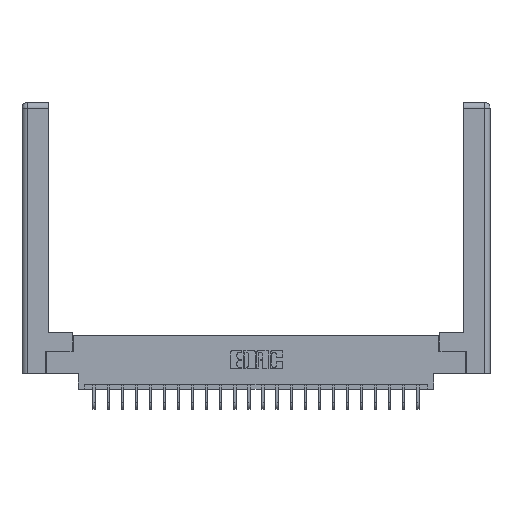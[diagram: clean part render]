
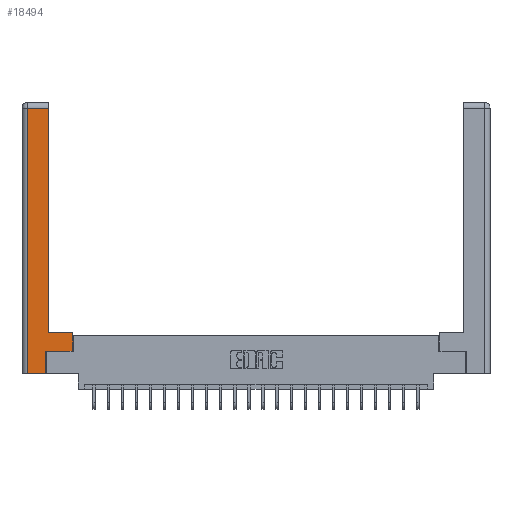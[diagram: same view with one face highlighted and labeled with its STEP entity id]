
A CAD part, top view. The second image highlights one B-rep face of the part: STEP entity #18494.
In plain terms, the highlighted planar face has unit normal (0, 0, 1).
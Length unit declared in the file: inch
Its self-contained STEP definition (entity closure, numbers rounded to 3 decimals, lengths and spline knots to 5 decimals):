
#9 = LINE ( 'NONE', #19397, #7435 ) ;
#520 = VERTEX_POINT ( 'NONE', #1897 ) ;
#548 = VECTOR ( 'NONE', #13736, 39.37008 ) ;
#971 = DIRECTION ( 'NONE',  ( 1., 0., 0. ) ) ;
#1207 = VECTOR ( 'NONE', #12954, 39.37008 ) ;
#1897 = CARTESIAN_POINT ( 'NONE',  ( 0.0615, 0., 0. ) ) ;
#1981 = CARTESIAN_POINT ( 'NONE',  ( 0.565, 0.245, 0. ) ) ;
#2441 = LINE ( 'NONE', #19628, #548 ) ;
#2492 = AXIS2_PLACEMENT_3D ( 'NONE', #17233, #7470, #25344 ) ;
#2558 = VERTEX_POINT ( 'NONE', #6134 ) ;
#3186 = LINE ( 'NONE', #16378, #5330 ) ;
#3501 = EDGE_CURVE ( 'NONE', #5207, #6436, #3186, .T. ) ;
#4244 = LINE ( 'NONE', #19211, #15027 ) ;
#4415 = VERTEX_POINT ( 'NONE', #17909 ) ;
#4754 = EDGE_CURVE ( 'NONE', #4415, #520, #9, .T. ) ;
#4849 = CARTESIAN_POINT ( 'NONE',  ( 0.295, 2.94, 0. ) ) ;
#5163 = EDGE_CURVE ( 'NONE', #8833, #6993, #15704, .T. ) ;
#5207 = VERTEX_POINT ( 'NONE', #11339 ) ;
#5330 = VECTOR ( 'NONE', #971, 39.37008 ) ;
#5357 = ORIENTED_EDGE ( 'NONE', *, *, #3501, .T. ) ;
#6134 = CARTESIAN_POINT ( 'NONE',  ( 0.565, 0.45, 0. ) ) ;
#6436 = VERTEX_POINT ( 'NONE', #1981 ) ;
#6779 = ORIENTED_EDGE ( 'NONE', *, *, #5163, .T. ) ;
#6993 = VERTEX_POINT ( 'NONE', #4849 ) ;
#7227 = VECTOR ( 'NONE', #19974, 39.37008 ) ;
#7288 = ORIENTED_EDGE ( 'NONE', *, *, #19695, .T. ) ;
#7435 = VECTOR ( 'NONE', #21413, 39.37008 ) ;
#7470 = DIRECTION ( 'NONE',  ( 0., 0., -1. ) ) ;
#8725 = ORIENTED_EDGE ( 'NONE', *, *, #14650, .T. ) ;
#8833 = VERTEX_POINT ( 'NONE', #11418 ) ;
#8879 = CARTESIAN_POINT ( 'NONE',  ( 0.265, 0.245, 0. ) ) ;
#9040 = DIRECTION ( 'NONE',  ( 0., 1., 0. ) ) ;
#9613 = PLANE ( 'NONE',  #2492 ) ;
#10585 = ORIENTED_EDGE ( 'NONE', *, *, #15255, .T. ) ;
#11244 = CARTESIAN_POINT ( 'NONE',  ( 0.295, 3., 0. ) ) ;
#11339 = CARTESIAN_POINT ( 'NONE',  ( 0.265, 0.245, 0. ) ) ;
#11403 = VECTOR ( 'NONE', #9040, 39.37008 ) ;
#11418 = CARTESIAN_POINT ( 'NONE',  ( 0.295, 0.45, 0. ) ) ;
#12076 = EDGE_LOOP ( 'NONE', ( #6779, #7288, #17756, #10585, #8725, #5357, #15844, #17864 ) ) ;
#12954 = DIRECTION ( 'NONE',  ( 0., 1., 0. ) ) ;
#13736 = DIRECTION ( 'NONE',  ( -1., 0., 0. ) ) ;
#13851 = LINE ( 'NONE', #8879, #11403 ) ;
#14502 = CARTESIAN_POINT ( 'NONE',  ( 0.265, 0., 0. ) ) ;
#14650 = EDGE_CURVE ( 'NONE', #15182, #5207, #13851, .T. ) ;
#14800 = EDGE_CURVE ( 'NONE', #6436, #2558, #4244, .T. ) ;
#15027 = VECTOR ( 'NONE', #23202, 39.37008 ) ;
#15182 = VERTEX_POINT ( 'NONE', #24083 ) ;
#15255 = EDGE_CURVE ( 'NONE', #520, #15182, #19614, .T. ) ;
#15704 = LINE ( 'NONE', #11244, #1207 ) ;
#15844 = ORIENTED_EDGE ( 'NONE', *, *, #14800, .T. ) ;
#16179 = CARTESIAN_POINT ( 'NONE',  ( 0.295, 0.45, 0. ) ) ;
#16378 = CARTESIAN_POINT ( 'NONE',  ( 0.565, 0.245, 0. ) ) ;
#16382 = FACE_OUTER_BOUND ( 'NONE', #12076, .T. ) ;
#17233 = CARTESIAN_POINT ( 'NONE',  ( 0., 0., 0. ) ) ;
#17756 = ORIENTED_EDGE ( 'NONE', *, *, #4754, .T. ) ;
#17864 = ORIENTED_EDGE ( 'NONE', *, *, #22273, .T. ) ;
#17909 = CARTESIAN_POINT ( 'NONE',  ( 0.0615, 2.94, 0. ) ) ;
#18494 = ADVANCED_FACE ( 'NONE', ( #16382 ), #9613, .F. ) ;
#19211 = CARTESIAN_POINT ( 'NONE',  ( 0.565, 0.45, 0. ) ) ;
#19397 = CARTESIAN_POINT ( 'NONE',  ( 0.0615, 0., 0. ) ) ;
#19614 = LINE ( 'NONE', #14502, #22092 ) ;
#19628 = CARTESIAN_POINT ( 'NONE',  ( 0.0615, 2.94, 0. ) ) ;
#19695 = EDGE_CURVE ( 'NONE', #6993, #4415, #2441, .T. ) ;
#19974 = DIRECTION ( 'NONE',  ( -1., 0., 0. ) ) ;
#20890 = DIRECTION ( 'NONE',  ( 1., 0., 0. ) ) ;
#21413 = DIRECTION ( 'NONE',  ( 0., -1., 0. ) ) ;
#22092 = VECTOR ( 'NONE', #20890, 39.37008 ) ;
#22273 = EDGE_CURVE ( 'NONE', #2558, #8833, #24136, .T. ) ;
#23202 = DIRECTION ( 'NONE',  ( 0., 1., 0. ) ) ;
#24083 = CARTESIAN_POINT ( 'NONE',  ( 0.265, 0., 0. ) ) ;
#24136 = LINE ( 'NONE', #16179, #7227 ) ;
#25344 = DIRECTION ( 'NONE',  ( -1., 0., 0. ) ) ;
